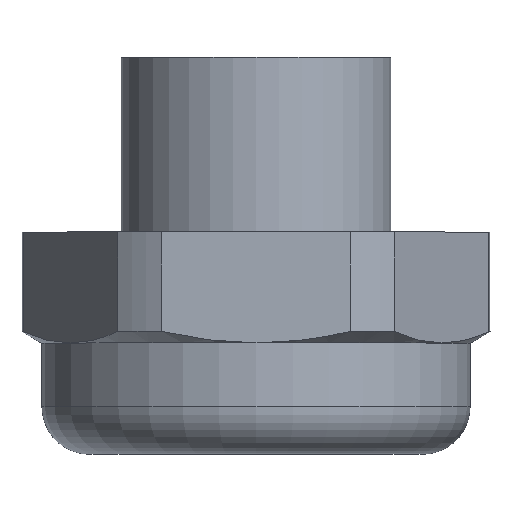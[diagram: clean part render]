
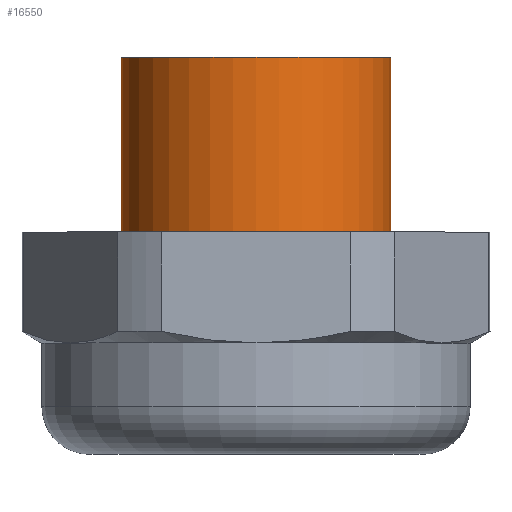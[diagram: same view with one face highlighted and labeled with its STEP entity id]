
A CAD part, top view. The second image highlights one B-rep face of the part: STEP entity #16550.
In plain terms, the highlighted cylindrical face has radius 8.5 mm (diameter 17 mm), a partial arc.
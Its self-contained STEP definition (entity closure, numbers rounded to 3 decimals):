
#15010=CARTESIAN_POINT('',(0.,0.,25.));
#15020=DIRECTION('',(0.,0.,1.));
#15030=DIRECTION('',(1.,0.,0.));
#15040=AXIS2_PLACEMENT_3D('',#15010,#15020,#15030);
#15050=CIRCLE('',#15040,8.5);
#15060=CARTESIAN_POINT('',(-8.5,0.,25.));
#15070=VERTEX_POINT('',#15060);
#15080=CARTESIAN_POINT('',(8.5,0.,25.));
#15090=VERTEX_POINT('',#15080);
#15100=EDGE_CURVE('',#15070,#15090,#15050,.T.);
#15420=CARTESIAN_POINT('',(8.5,0.,17.));
#15430=DIRECTION('',(0.,0.,1.));
#15440=VECTOR('',#15430,1.);
#15450=LINE('',#15420,#15440);
#15460=CARTESIAN_POINT('',(8.5,0.,9.));
#15470=VERTEX_POINT('',#15460);
#15480=EDGE_CURVE('',#15470,#15090,#15450,.T.);
#15520=CARTESIAN_POINT('',(-8.5,0.,17.));
#15530=DIRECTION('',(0.,0.,1.));
#15540=VECTOR('',#15530,1.);
#15550=LINE('',#15520,#15540);
#15560=CARTESIAN_POINT('',(-8.5,0.,9.));
#15570=VERTEX_POINT('',#15560);
#15580=EDGE_CURVE('',#15570,#15070,#15550,.T.);
#15600=CARTESIAN_POINT('',(0.,0.,9.));
#15610=DIRECTION('',(0.,0.,1.));
#15620=DIRECTION('',(1.,0.,0.));
#15630=AXIS2_PLACEMENT_3D('',#15600,#15610,#15620);
#15640=CIRCLE('',#15630,8.5);
#15870=EDGE_CURVE('',#15570,#15470,#15640,.T.);
#16440=CARTESIAN_POINT('',(0.,0.,17.));
#16450=DIRECTION('',(0.,0.,1.));
#16460=DIRECTION('',(1.,0.,0.));
#16470=AXIS2_PLACEMENT_3D('',#16440,#16450,#16460);
#16480=CYLINDRICAL_SURFACE('',#16470,8.5);
#16490=ORIENTED_EDGE('',*,*,#15870,.T.);
#16500=ORIENTED_EDGE('',*,*,#15580,.F.);
#16510=ORIENTED_EDGE('',*,*,#15100,.F.);
#16520=ORIENTED_EDGE('',*,*,#15480,.T.);
#16530=EDGE_LOOP('',(#16520,#16510,#16500,#16490));
#16540=FACE_OUTER_BOUND('',#16530,.T.);
#16550=ADVANCED_FACE('',(#16540),#16480,.T.);
